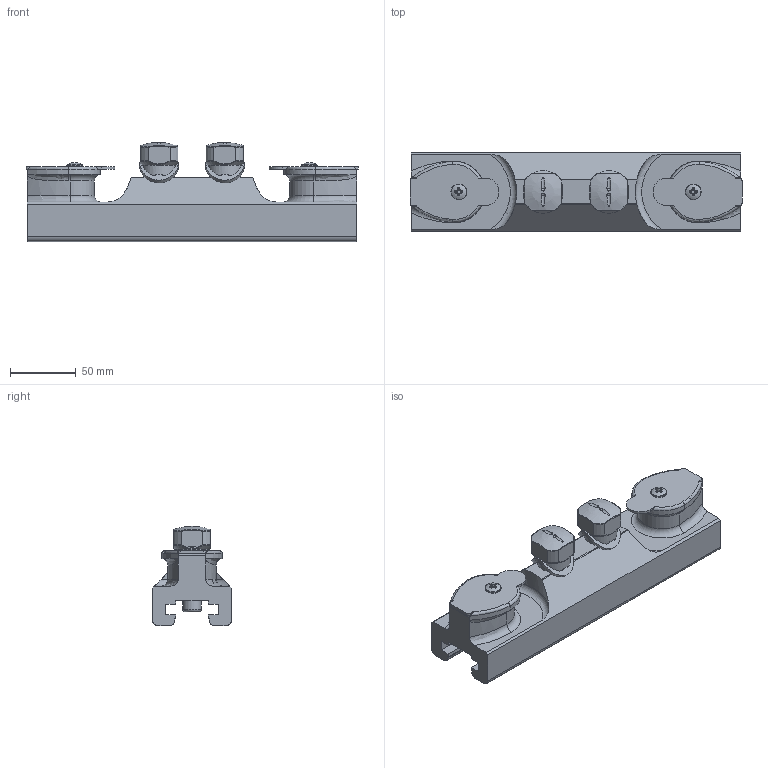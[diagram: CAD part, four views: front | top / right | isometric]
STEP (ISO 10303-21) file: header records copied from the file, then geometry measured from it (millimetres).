
FILE_DESCRIPTION(/* description */ (''),/* implementation_level */ '2;1');
FILE_NAME(/* name */ '624.402.stp',/* time_stamp */ '2016-03-09T09:20:32+01:00',/* author */ ('gianni'),/* organization */ (''),/* preprocessor_version */ 'ST-DEVELOPER v16.1',/* originating_system */ 'Autodesk Inventor 2016',/* authorisation */ '');
FILE_SCHEMA (('AUTOMOTIVE_DESIGN { 1 0 10303 214 3 1 1 }'));
Length unit declared in the file: millimetre
Products named in the file (1): 624.402
Bounding box: 252.2 x 60 x 75.31 mm (x, y, z)
Volume: 495564 mm3; surface area: 82337.8 mm2
Topology: 1 solids, 1 shells, 304 faces, 828 edges, 532 vertices
Faces by surface type: plane 132, cylinder 72, torus 48, bspline 32, cone 12, sphere 8
Full cylindrical faces by diameter (mm): 12 x2, 14 x2
Entity records: 12190 total; most frequent: CARTESIAN_POINT 4819, ORIENTED_EDGE 1616, DIRECTION 1448, EDGE_CURVE 808, AXIS2_PLACEMENT_3D 555, VERTEX_POINT 526, LINE 338, VECTOR 338
